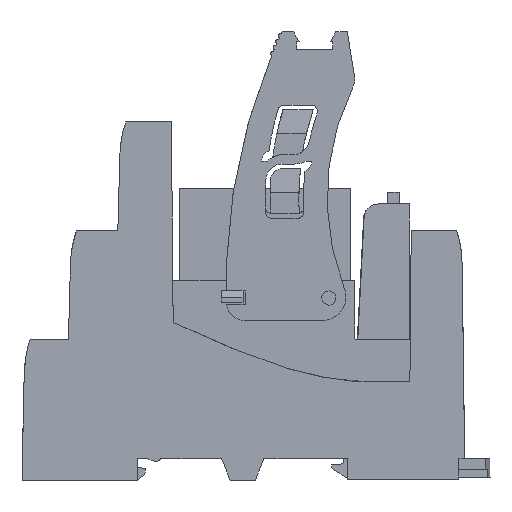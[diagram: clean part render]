
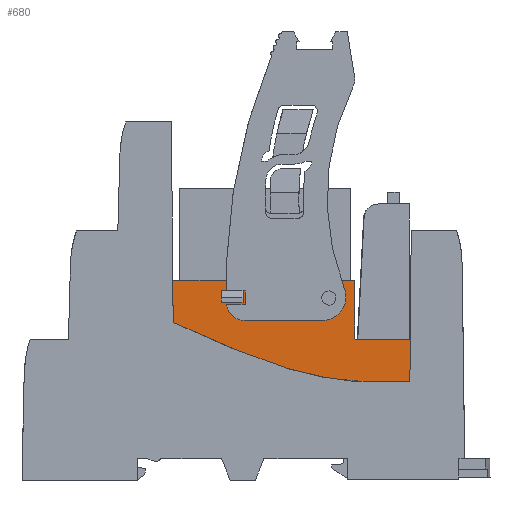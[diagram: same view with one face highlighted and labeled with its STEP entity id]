
A CAD part, left-side view. The second image highlights one B-rep face of the part: STEP entity #680.
In plain terms, the highlighted planar face has unit normal (-1, 0, 0).
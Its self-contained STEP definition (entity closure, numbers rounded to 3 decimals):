
#490=AXIS2_PLACEMENT_3D('Plane Axis2P3D',#487,#488,#489) ;
#503=AXIS2_PLACEMENT_3D('Circle Axis2P3D',#501,#502,$) ;
#510=AXIS2_PLACEMENT_3D('Circle Axis2P3D',#508,#509,$) ;
#517=AXIS2_PLACEMENT_3D('Circle Axis2P3D',#515,#516,$) ;
#664=AXIS2_PLACEMENT_3D('Circle Axis2P3D',#662,#663,$) ;
#673=AXIS2_PLACEMENT_3D('Circle Axis2P3D',#671,#672,$) ;
#130=CARTESIAN_POINT('Vertex',(1.4,23.023,24.)) ;
#133=CARTESIAN_POINT('Line Origine',(1.4,18.323,24.)) ;
#137=CARTESIAN_POINT('Vertex',(1.4,13.623,24.)) ;
#467=CARTESIAN_POINT('Line Origine',(1.4,23.066,29.)) ;
#471=CARTESIAN_POINT('Vertex',(1.4,23.11,34.)) ;
#487=CARTESIAN_POINT('Axis2P3D Location',(1.4,-10.234,48.8)) ;
#492=CARTESIAN_POINT('Line Origine',(1.4,37.175,34.)) ;
#496=CARTESIAN_POINT('Vertex',(1.4,36.373,34.)) ;
#498=CARTESIAN_POINT('Vertex',(1.4,37.977,34.)) ;
#501=CARTESIAN_POINT('Axis2P3D Location',(1.4,38.273,33.15)) ;
#505=CARTESIAN_POINT('Vertex',(1.4,37.569,33.711)) ;
#508=CARTESIAN_POINT('Axis2P3D Location',(1.4,38.273,33.15)) ;
#512=CARTESIAN_POINT('Vertex',(1.4,38.977,32.589)) ;
#515=CARTESIAN_POINT('Axis2P3D Location',(1.4,38.273,33.15)) ;
#519=CARTESIAN_POINT('Vertex',(1.4,38.569,34.)) ;
#522=CARTESIAN_POINT('Line Origine',(1.4,38.921,34.)) ;
#526=CARTESIAN_POINT('Vertex',(1.4,39.273,34.)) ;
#530=CARTESIAN_POINT('Control Point',(1.4,39.273,34.)) ;
#531=CARTESIAN_POINT('Control Point',(1.4,42.223,34.)) ;
#532=CARTESIAN_POINT('Control Point',(1.4,45.173,34.)) ;
#533=CARTESIAN_POINT('Control Point',(1.4,48.123,34.)) ;
#534=CARTESIAN_POINT('Control Point',(1.4,51.073,34.)) ;
#535=CARTESIAN_POINT('Control Point',(1.4,54.023,34.)) ;
#536=CARTESIAN_POINT('Vertex',(1.4,54.023,34.)) ;
#540=CARTESIAN_POINT('Control Point',(1.4,54.023,34.)) ;
#541=CARTESIAN_POINT('Control Point',(1.4,54.01,32.574)) ;
#542=CARTESIAN_POINT('Control Point',(1.4,53.998,31.149)) ;
#543=CARTESIAN_POINT('Control Point',(1.4,53.986,29.723)) ;
#544=CARTESIAN_POINT('Control Point',(1.4,53.973,28.297)) ;
#545=CARTESIAN_POINT('Control Point',(1.4,53.961,26.871)) ;
#546=CARTESIAN_POINT('Vertex',(1.4,53.961,26.871)) ;
#550=CARTESIAN_POINT('Control Point',(1.4,53.961,26.871)) ;
#551=CARTESIAN_POINT('Control Point',(1.4,53.938,26.861)) ;
#552=CARTESIAN_POINT('Control Point',(1.4,53.914,26.85)) ;
#553=CARTESIAN_POINT('Control Point',(1.4,53.891,26.84)) ;
#554=CARTESIAN_POINT('Control Point',(1.4,53.868,26.829)) ;
#555=CARTESIAN_POINT('Control Point',(1.4,53.845,26.818)) ;
#556=CARTESIAN_POINT('Vertex',(1.4,53.845,26.818)) ;
#560=CARTESIAN_POINT('Control Point',(1.4,53.845,26.818)) ;
#561=CARTESIAN_POINT('Control Point',(1.4,50.001,25.055)) ;
#562=CARTESIAN_POINT('Control Point',(1.4,46.156,23.294)) ;
#563=CARTESIAN_POINT('Control Point',(1.4,42.271,21.623)) ;
#564=CARTESIAN_POINT('Control Point',(1.4,38.341,20.145)) ;
#565=CARTESIAN_POINT('Control Point',(1.4,34.343,18.969)) ;
#566=CARTESIAN_POINT('Vertex',(1.4,34.343,18.969)) ;
#570=CARTESIAN_POINT('Control Point',(1.4,34.343,18.969)) ;
#571=CARTESIAN_POINT('Control Point',(1.4,32.759,18.502)) ;
#572=CARTESIAN_POINT('Control Point',(1.4,31.164,18.083)) ;
#573=CARTESIAN_POINT('Control Point',(1.4,29.558,17.718)) ;
#574=CARTESIAN_POINT('Control Point',(1.4,27.135,17.263)) ;
#575=CARTESIAN_POINT('Control Point',(1.4,24.689,16.96)) ;
#576=CARTESIAN_POINT('Control Point',(1.4,23.85,16.874)) ;
#577=CARTESIAN_POINT('Control Point',(1.4,21.378,16.683)) ;
#578=CARTESIAN_POINT('Control Point',(1.4,18.888,16.654)) ;
#579=CARTESIAN_POINT('Control Point',(1.4,17.218,16.683)) ;
#580=CARTESIAN_POINT('Control Point',(1.4,15.548,16.736)) ;
#581=CARTESIAN_POINT('Control Point',(1.4,13.877,16.792)) ;
#582=CARTESIAN_POINT('Vertex',(1.4,13.877,16.792)) ;
#586=CARTESIAN_POINT('Control Point',(1.4,13.877,16.792)) ;
#587=CARTESIAN_POINT('Control Point',(1.4,13.839,16.793)) ;
#588=CARTESIAN_POINT('Control Point',(1.4,13.801,16.794)) ;
#589=CARTESIAN_POINT('Control Point',(1.4,13.762,16.795)) ;
#590=CARTESIAN_POINT('Control Point',(1.4,13.724,16.797)) ;
#591=CARTESIAN_POINT('Control Point',(1.4,13.686,16.798)) ;
#592=CARTESIAN_POINT('Vertex',(1.4,13.686,16.798)) ;
#596=CARTESIAN_POINT('Control Point',(1.4,13.686,16.798)) ;
#597=CARTESIAN_POINT('Control Point',(1.4,13.673,18.238)) ;
#598=CARTESIAN_POINT('Control Point',(1.4,13.661,19.679)) ;
#599=CARTESIAN_POINT('Control Point',(1.4,13.648,21.119)) ;
#600=CARTESIAN_POINT('Control Point',(1.4,13.635,22.56)) ;
#601=CARTESIAN_POINT('Control Point',(1.4,13.623,24.)) ;
#604=CARTESIAN_POINT('Control Point',(1.4,23.11,34.)) ;
#605=CARTESIAN_POINT('Control Point',(1.4,25.763,34.)) ;
#606=CARTESIAN_POINT('Control Point',(1.4,28.415,34.)) ;
#607=CARTESIAN_POINT('Control Point',(1.4,31.068,34.)) ;
#608=CARTESIAN_POINT('Control Point',(1.4,33.72,34.)) ;
#609=CARTESIAN_POINT('Control Point',(1.4,36.373,34.)) ;
#628=CARTESIAN_POINT('Line Origine',(1.4,45.773,31.305)) ;
#632=CARTESIAN_POINT('Vertex',(1.4,45.773,32.365)) ;
#634=CARTESIAN_POINT('Vertex',(1.4,45.773,30.245)) ;
#637=CARTESIAN_POINT('Line Origine',(1.4,43.923,32.365)) ;
#641=CARTESIAN_POINT('Vertex',(1.4,42.073,32.365)) ;
#644=CARTESIAN_POINT('Line Origine',(1.4,42.073,31.305)) ;
#648=CARTESIAN_POINT('Vertex',(1.4,42.073,30.245)) ;
#651=CARTESIAN_POINT('Line Origine',(1.4,43.923,30.245)) ;
#662=CARTESIAN_POINT('Axis2P3D Location',(1.4,27.473,31.)) ;
#666=CARTESIAN_POINT('Vertex',(1.4,28.422,30.265)) ;
#668=CARTESIAN_POINT('Vertex',(1.4,26.524,31.735)) ;
#671=CARTESIAN_POINT('Axis2P3D Location',(1.4,27.473,31.)) ;
#134=DIRECTION('Vector Direction',(0.,1.,0.)) ;
#468=DIRECTION('Vector Direction',(0.,0.009,1.)) ;
#488=DIRECTION('Axis2P3D Direction',(-1.,0.,0.)) ;
#489=DIRECTION('Axis2P3D XDirection',(0.,-1.,0.)) ;
#493=DIRECTION('Vector Direction',(0.,1.,0.)) ;
#502=DIRECTION('Axis2P3D Direction',(-1.,0.,0.)) ;
#509=DIRECTION('Axis2P3D Direction',(-1.,0.,0.)) ;
#516=DIRECTION('Axis2P3D Direction',(-1.,0.,0.)) ;
#523=DIRECTION('Vector Direction',(0.,1.,0.)) ;
#629=DIRECTION('Vector Direction',(0.,0.,-1.)) ;
#638=DIRECTION('Vector Direction',(0.,1.,0.)) ;
#645=DIRECTION('Vector Direction',(0.,0.,-1.)) ;
#652=DIRECTION('Vector Direction',(0.,1.,0.)) ;
#663=DIRECTION('Axis2P3D Direction',(-1.,0.,0.)) ;
#672=DIRECTION('Axis2P3D Direction',(-1.,0.,0.)) ;
#135=VECTOR('Line Direction',#134,1.) ;
#469=VECTOR('Line Direction',#468,1.) ;
#494=VECTOR('Line Direction',#493,1.) ;
#524=VECTOR('Line Direction',#523,1.) ;
#630=VECTOR('Line Direction',#629,1.) ;
#639=VECTOR('Line Direction',#638,1.) ;
#646=VECTOR('Line Direction',#645,1.) ;
#653=VECTOR('Line Direction',#652,1.) ;
#612=ORIENTED_EDGE('',*,*,#500,.T.) ;
#613=ORIENTED_EDGE('',*,*,#507,.F.) ;
#614=ORIENTED_EDGE('',*,*,#514,.F.) ;
#615=ORIENTED_EDGE('',*,*,#521,.F.) ;
#616=ORIENTED_EDGE('',*,*,#528,.T.) ;
#617=ORIENTED_EDGE('',*,*,#538,.T.) ;
#618=ORIENTED_EDGE('',*,*,#548,.T.) ;
#619=ORIENTED_EDGE('',*,*,#558,.F.) ;
#620=ORIENTED_EDGE('',*,*,#568,.F.) ;
#621=ORIENTED_EDGE('',*,*,#584,.F.) ;
#622=ORIENTED_EDGE('',*,*,#594,.F.) ;
#623=ORIENTED_EDGE('',*,*,#602,.F.) ;
#624=ORIENTED_EDGE('',*,*,#139,.T.) ;
#625=ORIENTED_EDGE('',*,*,#473,.T.) ;
#626=ORIENTED_EDGE('',*,*,#610,.T.) ;
#657=ORIENTED_EDGE('',*,*,#636,.F.) ;
#658=ORIENTED_EDGE('',*,*,#643,.F.) ;
#659=ORIENTED_EDGE('',*,*,#650,.F.) ;
#660=ORIENTED_EDGE('',*,*,#655,.T.) ;
#677=ORIENTED_EDGE('',*,*,#670,.F.) ;
#678=ORIENTED_EDGE('',*,*,#675,.F.) ;
#661=FACE_BOUND('',#656,.T.) ;
#679=FACE_BOUND('',#676,.T.) ;
#680=ADVANCED_FACE('KIT',(#627,#661,#679),#491,.T.) ;
#529=B_SPLINE_CURVE_WITH_KNOTS('',5,(#530,#531,#532,#533,#534,#535),.UNSPECIFIED.,.F.,.U.,(6,6),(16.163,30.913),.UNSPECIFIED.) ;
#539=B_SPLINE_CURVE_WITH_KNOTS('',5,(#540,#541,#542,#543,#544,#545),.UNSPECIFIED.,.F.,.U.,(6,6),(0.,7.129),.UNSPECIFIED.) ;
#549=B_SPLINE_CURVE_WITH_KNOTS('',5,(#550,#551,#552,#553,#554,#555),.UNSPECIFIED.,.F.,.U.,(6,6),(0.,0.127),.UNSPECIFIED.) ;
#559=B_SPLINE_CURVE_WITH_KNOTS('',5,(#560,#561,#562,#563,#564,#565),.UNSPECIFIED.,.F.,.U.,(6,6),(0.,21.054),.UNSPECIFIED.) ;
#569=B_SPLINE_CURVE_WITH_KNOTS('',5,(#570,#571,#572,#573,#574,#575,#576,#577,#578,#579,#580,#581),.UNSPECIFIED.,.F.,.U.,(6,3,3,6),(0.,8.263,12.38,20.703),.UNSPECIFIED.) ;
#585=B_SPLINE_CURVE_WITH_KNOTS('',5,(#586,#587,#588,#589,#590,#591),.UNSPECIFIED.,.F.,.U.,(6,6),(0.,0.192),.UNSPECIFIED.) ;
#595=B_SPLINE_CURVE_WITH_KNOTS('',5,(#596,#597,#598,#599,#600,#601),.UNSPECIFIED.,.F.,.U.,(6,6),(0.,7.202),.UNSPECIFIED.) ;
#603=B_SPLINE_CURVE_WITH_KNOTS('',5,(#604,#605,#606,#607,#608,#609),.UNSPECIFIED.,.F.,.U.,(6,6),(0.,13.263),.UNSPECIFIED.) ;
#504=CIRCLE('generated circle',#503,0.9) ;
#511=CIRCLE('generated circle',#510,0.9) ;
#518=CIRCLE('generated circle',#517,0.9) ;
#665=CIRCLE('generated circle',#664,1.2) ;
#674=CIRCLE('generated circle',#673,1.2) ;
#139=EDGE_CURVE('',#138,#131,#136,.T.) ;
#473=EDGE_CURVE('',#131,#472,#470,.T.) ;
#500=EDGE_CURVE('',#497,#499,#495,.T.) ;
#507=EDGE_CURVE('',#506,#499,#504,.T.) ;
#514=EDGE_CURVE('',#513,#506,#511,.T.) ;
#521=EDGE_CURVE('',#520,#513,#518,.T.) ;
#528=EDGE_CURVE('',#520,#527,#525,.T.) ;
#538=EDGE_CURVE('',#527,#537,#529,.T.) ;
#548=EDGE_CURVE('',#537,#547,#539,.T.) ;
#558=EDGE_CURVE('',#557,#547,#549,.F.) ;
#568=EDGE_CURVE('',#567,#557,#559,.F.) ;
#584=EDGE_CURVE('',#583,#567,#569,.F.) ;
#594=EDGE_CURVE('',#593,#583,#585,.F.) ;
#602=EDGE_CURVE('',#138,#593,#595,.F.) ;
#610=EDGE_CURVE('',#472,#497,#603,.T.) ;
#636=EDGE_CURVE('',#633,#635,#631,.T.) ;
#643=EDGE_CURVE('',#642,#633,#640,.T.) ;
#650=EDGE_CURVE('',#649,#642,#647,.F.) ;
#655=EDGE_CURVE('',#649,#635,#654,.T.) ;
#670=EDGE_CURVE('',#667,#669,#665,.T.) ;
#675=EDGE_CURVE('',#669,#667,#674,.T.) ;
#611=EDGE_LOOP('',(#612,#613,#614,#615,#616,#617,#618,#619,#620,#621,#622,#623,#624,#625,#626)) ;
#656=EDGE_LOOP('',(#657,#658,#659,#660)) ;
#676=EDGE_LOOP('',(#677,#678)) ;
#627=FACE_OUTER_BOUND('',#611,.T.) ;
#136=LINE('Line',#133,#135) ;
#470=LINE('Line',#467,#469) ;
#495=LINE('Line',#492,#494) ;
#525=LINE('Line',#522,#524) ;
#631=LINE('Line',#628,#630) ;
#640=LINE('Line',#637,#639) ;
#647=LINE('Line',#644,#646) ;
#654=LINE('Line',#651,#653) ;
#491=PLANE('',#490) ;
#131=VERTEX_POINT('',#130) ;
#138=VERTEX_POINT('',#137) ;
#472=VERTEX_POINT('',#471) ;
#497=VERTEX_POINT('',#496) ;
#499=VERTEX_POINT('',#498) ;
#506=VERTEX_POINT('',#505) ;
#513=VERTEX_POINT('',#512) ;
#520=VERTEX_POINT('',#519) ;
#527=VERTEX_POINT('',#526) ;
#537=VERTEX_POINT('',#536) ;
#547=VERTEX_POINT('',#546) ;
#557=VERTEX_POINT('',#556) ;
#567=VERTEX_POINT('',#566) ;
#583=VERTEX_POINT('',#582) ;
#593=VERTEX_POINT('',#592) ;
#633=VERTEX_POINT('',#632) ;
#635=VERTEX_POINT('',#634) ;
#642=VERTEX_POINT('',#641) ;
#649=VERTEX_POINT('',#648) ;
#667=VERTEX_POINT('',#666) ;
#669=VERTEX_POINT('',#668) ;
